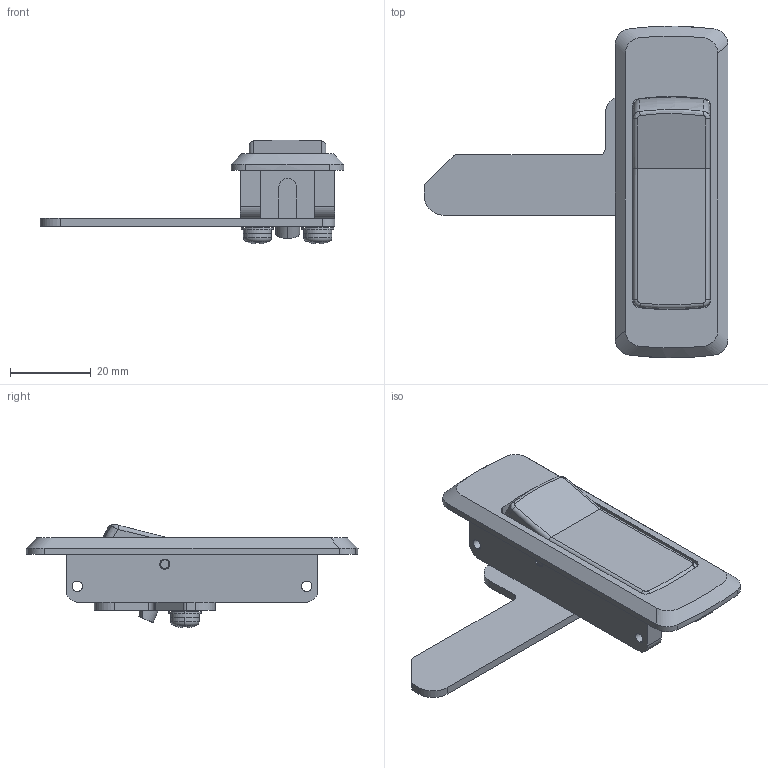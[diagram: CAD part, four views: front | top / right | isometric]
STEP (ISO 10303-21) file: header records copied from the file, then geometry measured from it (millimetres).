
FILE_DESCRIPTION (( 'STEP AP203' ), '1' );
FILE_NAME ('sone-t.STEP', '2021-06-28T05:10:19', ( '' ), ( '' ), 'SwSTEP 2.0', 'SolidWorks 2018', '' );
FILE_SCHEMA (( 'CONFIG_CONTROL_DESIGN' ));
Length unit declared in the file: millimetre
Products named in the file (9): A-256-3本体_公開用; ばね座金_JIS B 1251 No.2 5; 十字穴付なべ小ねじ_M4×8; sone-t; 平ワッシャー_φ8; 十字穴付なべ小ねじ_M4×8(セムスP=4); A-256-3止め金_公開用; A-256-3シャフト_20200623_寸法変更; A-256-3僴儞僪儖_岞奐梡
Assembly tree (9 placements, depth 3):
  sone-t
    A-256-3本体_公開用
    A-256-3僴儞僪儖_岞奐梡
    A-256-3止め金_公開用
    A-256-3シャフト_20200623_寸法変更
    十字穴付なべ小ねじ_M4×8(セムスP=4)  x2
      十字穴付なべ小ねじ_M4×8
      ばね座金_JIS B 1251 No.2 5
      平ワッシャー_φ8
Bounding box: 75.5 x 82.48 x 25.83 mm (x, y, z)
Volume: 18998.9 mm3; surface area: 16568.2 mm2
Topology: 10 solids, 10 shells, 331 faces, 883 edges, 578 vertices
Faces by surface type: cylinder 150, plane 148, torus 17, bspline 10, sphere 4, cone 2
Entity records: 11129 total; most frequent: CARTESIAN_POINT 2452, DIRECTION 1684, ORIENTED_EDGE 1602, EDGE_CURVE 801, AXIS2_PLACEMENT_3D 622, VERTEX_POINT 524, LINE 440, VECTOR 440
